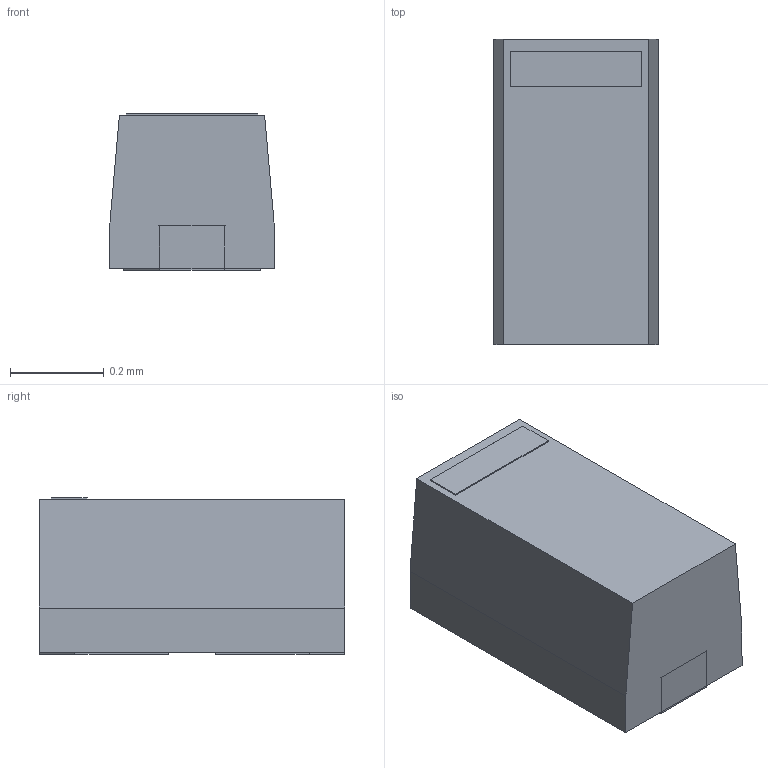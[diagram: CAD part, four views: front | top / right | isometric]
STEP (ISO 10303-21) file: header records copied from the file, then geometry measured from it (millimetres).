
FILE_DESCRIPTION(/* description */ ('Alibre Inc.'),/* implementation_level */ '2;1');
FILE_NAME(/* name */ 'export-3A911A0F-856B-4F68-8514-94BC48485B39',/* time_stamp */ '2020-04-08T19:18:57+01:00',/* author */ (''),/* organization */ (''),/* preprocessor_version */ 'ST-DEVELOPER v17',/* originating_system */ 'Alibre',/* authorisation */ '');
FILE_SCHEMA (('AUTOMOTIVE_DESIGN'));
Length unit declared in the file: millimetre
Bounding box: 0.35 x 0.65 x 0.33 mm (x, y, z)
Volume: 0.1 mm3; surface area: 1.6 mm2
Topology: 3 solids, 3 shells, 29 faces, 66 edges, 44 vertices
Faces by surface type: plane 29
Entity records: 866 total; most frequent: CARTESIAN_POINT 143, ORIENTED_EDGE 132, DIRECTION 103, VECTOR 66, LINE 66, EDGE_CURVE 66, VERTEX_POINT 44, AXIS2_PLACEMENT_3D 33
